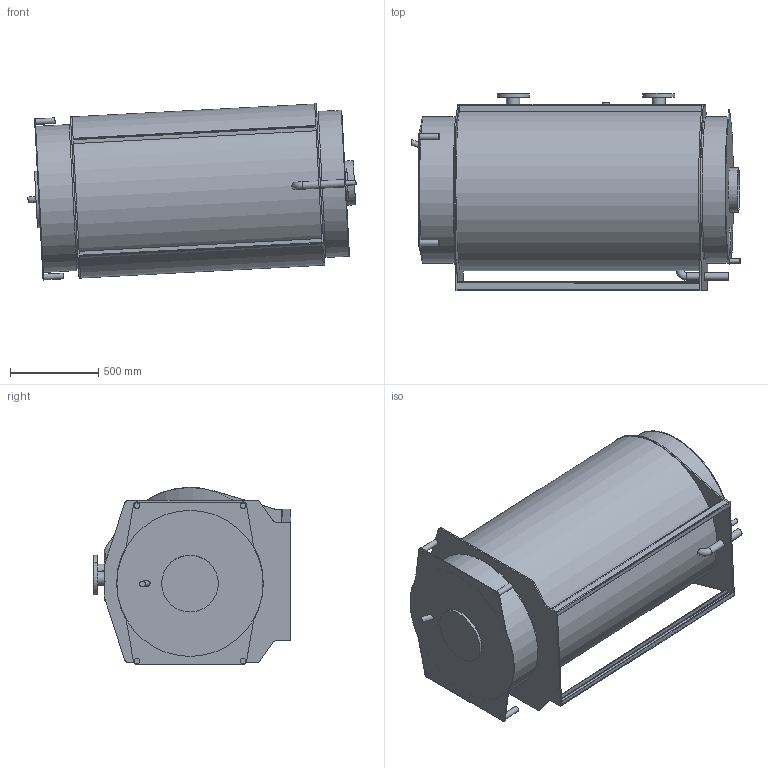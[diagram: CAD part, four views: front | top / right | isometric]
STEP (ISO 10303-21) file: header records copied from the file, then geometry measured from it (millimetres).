
FILE_DESCRIPTION(/* description */ (''),/* implementation_level */ '2;1');
FILE_NAME(/* name */ 'Сборка WL 350.stp',/* time_stamp */ '2022-04-18T16:05:02+07:00',/* author */ ('Urchenko'),/* organization */ (''),/* preprocessor_version */ 'ST-DEVELOPER v18',/* originating_system */ 'Autodesk Inventor 2020',/* authorisation */ '');
FILE_SCHEMA (('AUTOMOTIVE_DESIGN { 1 0 10303 214 3 1 1 }'));
Length unit declared in the file: millimetre
Products named in the file (5): Сборка 350; 350 Корпус (изм); Дверь задняя 
300; Дверь фронтовая 
300; Фланец 1-65-16 ГОСТ 
12820-80
Assembly tree (5 placements, depth 2):
  Сборка 350
    350 Корпус (изм)
    Дверь задняя 
300
    Дверь фронтовая 
300
    Фланец 1-65-16 ГОСТ 
12820-80  x2
Bounding box: 1857.03 x 1117 x 1002.74 mm (x, y, z)
Volume: 1109291931.3 mm3; surface area: 11183890.2 mm2
Topology: 7 solids, 9 shells, 230 faces, 719 edges, 494 vertices
Faces by surface type: plane 120, cylinder 105, bspline 2, cone 2, torus 1
Full cylindrical faces by diameter (mm): 18 x8, 25 x1, 26 x1, 32 x4, 38 x1, 42 x2, 50 x1, 76 x4, 78 x2, 160 x1, 180 x2, 244 x1, 250 x1, 320 x1, 811 x2, 827 x2
Entity records: 8341 total; most frequent: CARTESIAN_POINT 1866, ORIENTED_EDGE 1348, DIRECTION 1339, EDGE_CURVE 676, AXIS2_PLACEMENT_3D 484, VERTEX_POINT 463, LINE 371, VECTOR 371
